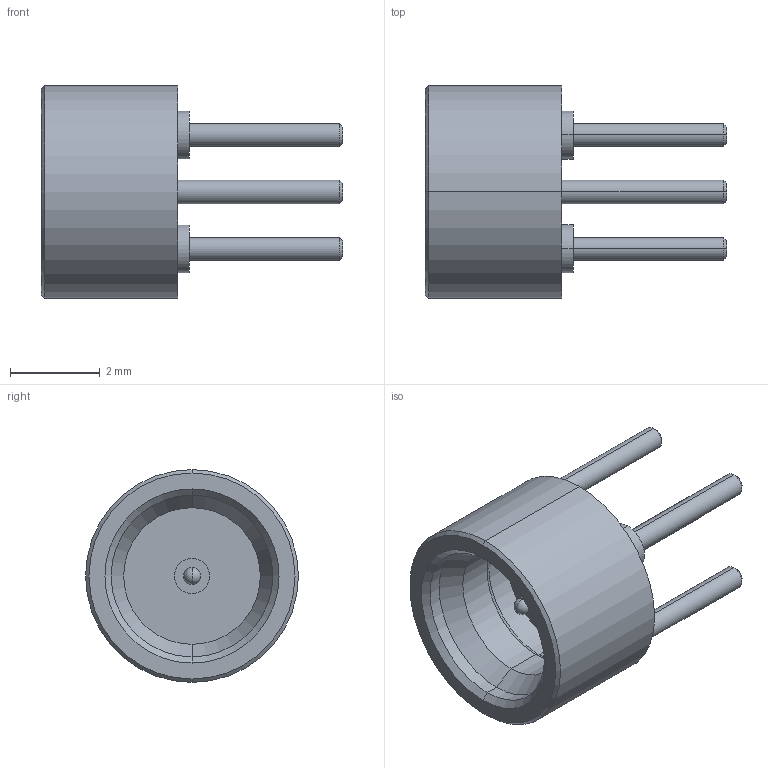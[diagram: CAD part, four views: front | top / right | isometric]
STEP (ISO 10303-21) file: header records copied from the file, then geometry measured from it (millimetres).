
FILE_DESCRIPTION (( 'STEP AP203' ), '1' );
FILE_NAME ('SC5343.step', '2019-07-10T17:28:17', ( '' ), ( '' ), 'SwSTEP 2.0', 'SolidWorks 2018', '' );
FILE_SCHEMA (( 'CONFIG_CONTROL_DESIGN' ));
Length unit declared in the file: inch
Products named in the file (1): SC5343
Bounding box: 6.73 x 4.75 x 4.75 mm (x, y, z)
Volume: 38.7 mm3; surface area: 137.4 mm2
Topology: 1 solids, 1 shells, 69 faces, 140 edges, 85 vertices
Faces by surface type: cylinder 34, cone 18, plane 15, sphere 2
Entity records: 1869 total; most frequent: DIRECTION 360, CARTESIAN_POINT 289, ORIENTED_EDGE 272, AXIS2_PLACEMENT_3D 154, EDGE_CURVE 136, CIRCLE 84, VERTEX_POINT 83, EDGE_LOOP 83
